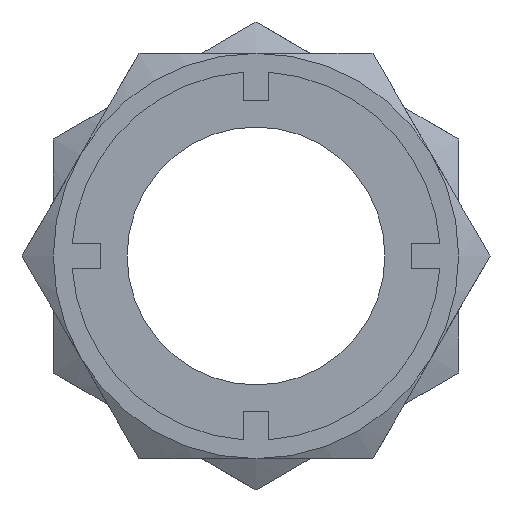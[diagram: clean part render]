
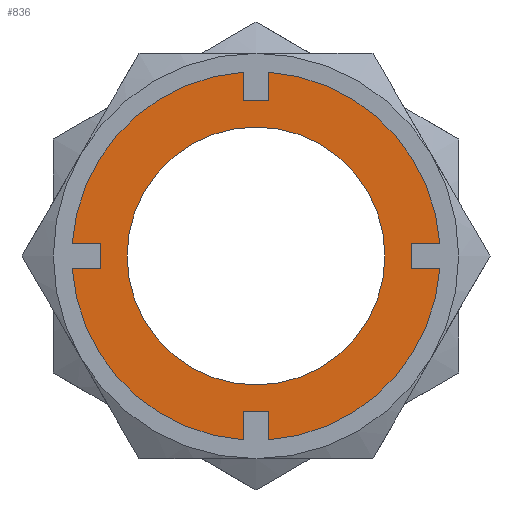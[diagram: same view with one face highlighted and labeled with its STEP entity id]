
A CAD part, left-side view. The second image highlights one B-rep face of the part: STEP entity #836.
In plain terms, the highlighted planar face has unit normal (-1, 0, 0).
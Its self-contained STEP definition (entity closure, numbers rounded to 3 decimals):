
#340=VERTEX_POINT('',#951);
#342=EDGE_CURVE('',#520,#484,#953,.T.);
#346=EDGE_CURVE('',#718,#808,#958,.T.);
#418=EDGE_CURVE('',#890,#582,#1040,.T.);
#468=EDGE_CURVE('',#594,#558,#1096,.T.);
#474=EDGE_CURVE('',#558,#594,#1102,.T.);
#484=VERTEX_POINT('',#1113);
#520=VERTEX_POINT('',#1150);
#558=VERTEX_POINT('',#1190);
#562=VERTEX_POINT('',#1194);
#582=VERTEX_POINT('',#1219);
#584=VERTEX_POINT('',#1221);
#594=VERTEX_POINT('',#1232);
#618=VERTEX_POINT('',#1260);
#620=VERTEX_POINT('',#1262);
#642=VERTEX_POINT('',#1287);
#652=EDGE_CURVE('',#642,#896,#1298,.T.);
#656=EDGE_CURVE('',#584,#890,#1302,.T.);
#666=EDGE_CURVE('',#642,#520,#1312,.T.);
#688=EDGE_CURVE('',#808,#812,#1335,.T.);
#690=EDGE_CURVE('',#562,#340,#1337,.T.);
#718=VERTEX_POINT('',#1366);
#720=EDGE_CURVE('',#840,#718,#1368,.T.);
#726=EDGE_CURVE('',#618,#812,#1374,.T.);
#730=VERTEX_POINT('',#1378);
#796=EDGE_CURVE('',#562,#584,#1452,.T.);
#798=EDGE_CURVE('',#484,#340,#1454,.T.);
#808=VERTEX_POINT('',#1465);
#812=VERTEX_POINT('',#1469);
#826=EDGE_CURVE('',#618,#620,#1486,.T.);
#836=ADVANCED_FACE('',(#1497,#1498),#1499,.T.);
#838=EDGE_CURVE('',#620,#730,#1501,.T.);
#840=VERTEX_POINT('',#1503);
#878=EDGE_CURVE('',#840,#582,#1548,.T.);
#890=VERTEX_POINT('',#1563);
#896=VERTEX_POINT('',#1569);
#904=EDGE_CURVE('',#730,#896,#1577,.T.);
#951=CARTESIAN_POINT('',(-28.,1.7,24.942));
#953=LINE('',#1621,#1622);
#958=LINE('',#1628,#1629);
#1040=LINE('',#1826,#1827);
#1096=CIRCLE('',#1933,17.5);
#1102=CIRCLE('',#1950,17.5);
#1113=CARTESIAN_POINT('',(-28.0,1.7,21.1));
#1150=CARTESIAN_POINT('',(-28.0,-1.7,21.1));
#1190=CARTESIAN_POINT('',(-28.,0.,17.5));
#1194=CARTESIAN_POINT('',(-28.,24.942,1.7));
#1219=CARTESIAN_POINT('',(-28.,24.942,-1.7));
#1221=CARTESIAN_POINT('',(-28.0,21.1,1.7));
#1232=CARTESIAN_POINT('',(-28.,0.,-17.5));
#1260=CARTESIAN_POINT('',(-28.,-24.942,-1.7));
#1262=CARTESIAN_POINT('',(-28.0,-21.1,-1.7));
#1287=CARTESIAN_POINT('',(-28.,-1.7,24.942));
#1298=CIRCLE('',#2325,25.0);
#1302=LINE('',#2340,#2341);
#1312=LINE('',#2355,#2356);
#1335=LINE('',#2405,#2406);
#1337=CIRCLE('',#2409,25.0);
#1366=CARTESIAN_POINT('',(-28.0,1.7,-21.1));
#1368=LINE('',#2484,#2485);
#1374=CIRCLE('',#2502,25.0);
#1378=CARTESIAN_POINT('',(-28.0,-21.1,1.7));
#1452=LINE('',#2638,#2639);
#1454=LINE('',#2642,#2643);
#1465=CARTESIAN_POINT('',(-28.0,-1.7,-21.1));
#1469=CARTESIAN_POINT('',(-28.,-1.7,-24.942));
#1486=LINE('',#2689,#2690);
#1497=FACE_BOUND('',#2713,.T.);
#1498=FACE_OUTER_BOUND('',#2714,.T.);
#1499=PLANE('',#2715);
#1501=LINE('',#2718,#2719);
#1503=CARTESIAN_POINT('',(-28.,1.7,-24.942));
#1548=CIRCLE('',#2804,25.0);
#1563=CARTESIAN_POINT('',(-28.0,21.1,-1.7));
#1569=CARTESIAN_POINT('',(-28.,-24.942,1.7));
#1577=LINE('',#2859,#2860);
#1621=CARTESIAN_POINT('',(-28.,0.85,21.1));
#1622=VECTOR('',#2906,1.0);
#1628=CARTESIAN_POINT('',(-28.,-0.85,-21.1));
#1629=VECTOR('',#2914,1.0);
#1826=CARTESIAN_POINT('',(-28.,12.5,-1.7));
#1827=VECTOR('',#3000,1.0);
#1933=AXIS2_PLACEMENT_3D('',#3069,#3070,#3071);
#1950=AXIS2_PLACEMENT_3D('',#3072,#3073,#3074);
#2325=AXIS2_PLACEMENT_3D('',#3295,#3296,#3297);
#2340=CARTESIAN_POINT('',(-28.,21.1,9.775));
#2341=VECTOR('',#3298,1.0);
#2355=CARTESIAN_POINT('',(-28.,-1.7,21.175));
#2356=VECTOR('',#3303,1.0);
#2405=CARTESIAN_POINT('',(-28.,-1.7,-1.875));
#2406=VECTOR('',#3319,1.0);
#2409=AXIS2_PLACEMENT_3D('',#3320,#3321,#3322);
#2484=CARTESIAN_POINT('',(-28.,1.7,0.075));
#2485=VECTOR('',#3335,1.0);
#2502=AXIS2_PLACEMENT_3D('',#3336,#3337,#3338);
#2638=CARTESIAN_POINT('',(-28.,10.55,1.7));
#2639=VECTOR('',#3415,1.0);
#2642=CARTESIAN_POINT('',(-28.,1.7,23.125));
#2643=VECTOR('',#3416,1.0);
#2689=CARTESIAN_POINT('',(-28.,-10.55,-1.7));
#2690=VECTOR('',#3461,1.0);
#2713=EDGE_LOOP('',(#3471,#3472));
#2714=EDGE_LOOP('',(#3473,#3474,#3475,#3476,#3477,#3478,#3479,#3480,#3481,#3482,#3483,#3484,#3485,#3486,#3487,#3488));
#2715=AXIS2_PLACEMENT_3D('',#3489,#3490,#3491);
#2718=CARTESIAN_POINT('',(-28.,-21.1,11.475));
#2719=VECTOR('',#3492,1.0);
#2804=AXIS2_PLACEMENT_3D('',#3552,#3553,#3554);
#2859=CARTESIAN_POINT('',(-28.,-12.5,1.7));
#2860=VECTOR('',#3582,1.0);
#2906=DIRECTION('',(0.0,1.0,0.0));
#2914=DIRECTION('',(0.0,-1.0,0.0));
#3000=DIRECTION('',(0.0,1.0,0.0));
#3069=CARTESIAN_POINT('',(-28.,0.,0.));
#3070=DIRECTION('',(1.0,0.0,-0.0));
#3071=DIRECTION('',(0.0,0.,1.0));
#3072=CARTESIAN_POINT('',(-28.,0.,0.));
#3073=DIRECTION('',(1.0,0.0,-0.0));
#3074=DIRECTION('',(0.0,0.,1.0));
#3295=CARTESIAN_POINT('',(-28.,0.,0.));
#3296=DIRECTION('',(1.0,0.0,-0.0));
#3297=DIRECTION('',(0.0,0.,1.0));
#3298=DIRECTION('',(0.0,0.0,-1.0));
#3303=DIRECTION('',(0.0,0.0,-1.0));
#3319=DIRECTION('',(0.0,0.0,-1.0));
#3320=CARTESIAN_POINT('',(-28.,0.,0.));
#3321=DIRECTION('',(1.0,0.0,-0.0));
#3322=DIRECTION('',(0.0,0.,1.0));
#3335=DIRECTION('',(0.0,0.0,1.0));
#3336=CARTESIAN_POINT('',(-28.,0.,0.));
#3337=DIRECTION('',(1.0,0.0,-0.0));
#3338=DIRECTION('',(0.0,0.,1.0));
#3415=DIRECTION('',(0.0,-1.0,0.0));
#3416=DIRECTION('',(0.0,0.0,1.0));
#3461=DIRECTION('',(0.0,1.0,0.0));
#3471=ORIENTED_EDGE('',*,*,#474,.T.);
#3472=ORIENTED_EDGE('',*,*,#468,.T.);
#3473=ORIENTED_EDGE('',*,*,#826,.T.);
#3474=ORIENTED_EDGE('',*,*,#838,.T.);
#3475=ORIENTED_EDGE('',*,*,#904,.T.);
#3476=ORIENTED_EDGE('',*,*,#652,.F.);
#3477=ORIENTED_EDGE('',*,*,#666,.T.);
#3478=ORIENTED_EDGE('',*,*,#342,.T.);
#3479=ORIENTED_EDGE('',*,*,#798,.T.);
#3480=ORIENTED_EDGE('',*,*,#690,.F.);
#3481=ORIENTED_EDGE('',*,*,#796,.T.);
#3482=ORIENTED_EDGE('',*,*,#656,.T.);
#3483=ORIENTED_EDGE('',*,*,#418,.T.);
#3484=ORIENTED_EDGE('',*,*,#878,.F.);
#3485=ORIENTED_EDGE('',*,*,#720,.T.);
#3486=ORIENTED_EDGE('',*,*,#346,.T.);
#3487=ORIENTED_EDGE('',*,*,#688,.T.);
#3488=ORIENTED_EDGE('',*,*,#726,.F.);
#3489=CARTESIAN_POINT('',(-28.,0.,21.25));
#3490=DIRECTION('',(-1.0,-0.0,0.0));
#3491=DIRECTION('',(0.0,0.,-1.0));
#3492=DIRECTION('',(0.0,0.0,1.0));
#3552=CARTESIAN_POINT('',(-28.,0.,0.));
#3553=DIRECTION('',(1.0,0.0,-0.0));
#3554=DIRECTION('',(0.0,0.,1.0));
#3582=DIRECTION('',(0.0,-1.0,0.0));
